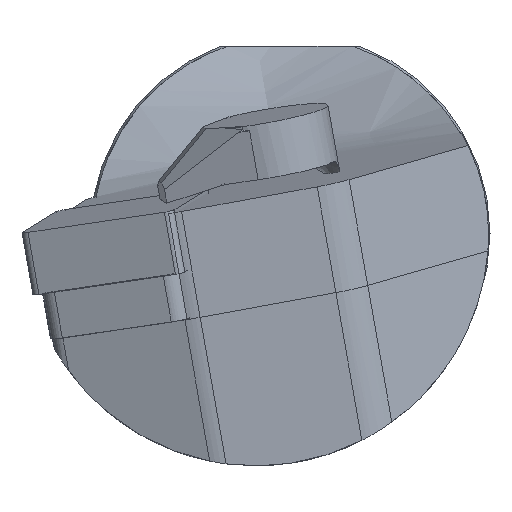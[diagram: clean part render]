
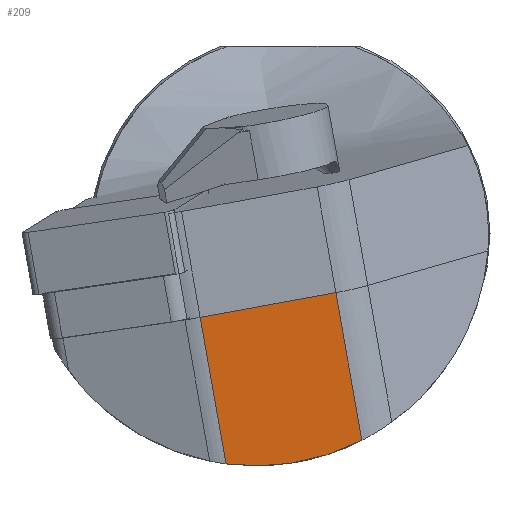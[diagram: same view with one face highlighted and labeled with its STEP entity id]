
A CAD part, left-side view. The second image highlights one B-rep face of the part: STEP entity #209.
In plain terms, the highlighted planar face has unit normal (-0.993, -0.071, -0.093).
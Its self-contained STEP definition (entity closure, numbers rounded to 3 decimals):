
#156=ELLIPSE('',#1326,23.412,23.25);
#209=ADVANCED_FACE('',(#313),#276,.T.);
#276=PLANE('',#1330);
#313=FACE_OUTER_BOUND('',#380,.T.);
#380=EDGE_LOOP('',(#509,#510,#511,#512));
#509=ORIENTED_EDGE('',*,*,#982,.F.);
#510=ORIENTED_EDGE('',*,*,#976,.F.);
#511=ORIENTED_EDGE('',*,*,#983,.T.);
#512=ORIENTED_EDGE('',*,*,#984,.T.);
#859=VERTEX_POINT('',#1803);
#860=VERTEX_POINT('',#1805);
#865=VERTEX_POINT('',#1832);
#866=VERTEX_POINT('',#1834);
#976=EDGE_CURVE('',#859,#860,#156,.T.);
#982=EDGE_CURVE('',#860,#865,#1145,.T.);
#983=EDGE_CURVE('',#859,#866,#1146,.T.);
#984=EDGE_CURVE('',#866,#865,#1147,.T.);
#1145=LINE('',#1831,#1232);
#1146=LINE('',#1833,#1233);
#1147=LINE('',#1835,#1234);
#1232=VECTOR('',#1472,1.);
#1233=VECTOR('',#1473,1.);
#1234=VECTOR('',#1474,1.);
#1326=AXIS2_PLACEMENT_3D('',#1804,#1464,#1465);
#1330=AXIS2_PLACEMENT_3D('',#1836,#1475,#1476);
#1464=DIRECTION('',(0.993,0.071,0.093));
#1465=DIRECTION('',(-0.117,0.6,0.791));
#1472=DIRECTION('',(-0.105,0.173,0.979));
#1473=DIRECTION('',(-0.105,0.173,0.979));
#1474=DIRECTION('',(-0.053,0.982,-0.179));
#1475=DIRECTION('',(-0.993,-0.071,-0.093));
#1476=DIRECTION('',(-0.094,0.,0.996));
#1803=CARTESIAN_POINT('',(-194.479,-14.663,-21.847));
#1804=CARTESIAN_POINT('',(-197.183,-4.084,-1.143));
#1805=CARTESIAN_POINT('',(-195.228,-1.067,-24.197));
#1831=CARTESIAN_POINT('',(-242.047,76.285,414.489));
#1832=CARTESIAN_POINT('',(-196.793,1.519,-9.531));
#1833=CARTESIAN_POINT('',(-241.311,62.71,416.961));
#1834=CARTESIAN_POINT('',(-196.057,-12.056,-7.058));
#1835=CARTESIAN_POINT('',(-196.057,-12.056,-7.058));
#1836=CARTESIAN_POINT('',(-241.311,62.71,416.961));
